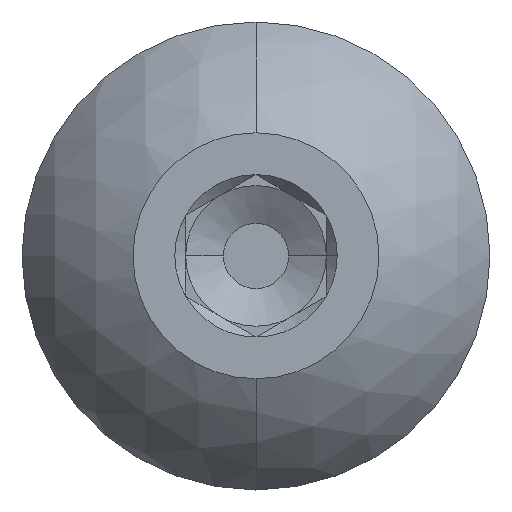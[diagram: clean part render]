
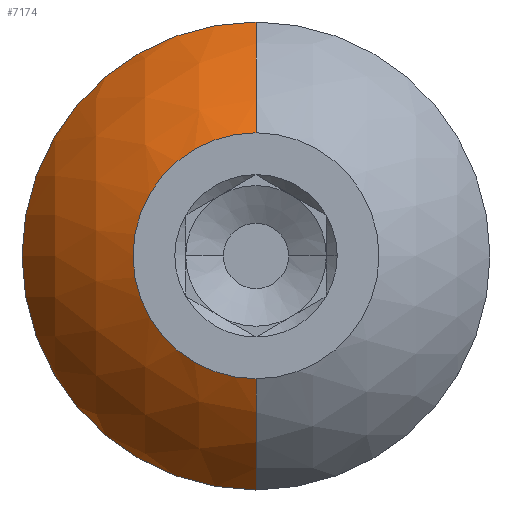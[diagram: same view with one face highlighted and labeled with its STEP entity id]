
A CAD part, top view. The second image highlights one B-rep face of the part: STEP entity #7174.
In plain terms, the highlighted spherical face has radius 4.528 mm.
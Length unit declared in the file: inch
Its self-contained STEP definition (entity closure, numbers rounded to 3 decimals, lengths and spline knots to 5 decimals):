
#2810 = CARTESIAN_POINT ( 'NONE',  ( 0., 0., 0.015 ) ) ;
#2811 = AXIS2_PLACEMENT_3D ( 'NONE', #2810, #2872, #2871 ) ;
#2812 = CIRCLE ( 'NONE', #2811, 0.156 ) ;
#2871 = DIRECTION ( 'NONE',  ( 0., 1., 0. ) ) ;
#2872 = DIRECTION ( 'NONE',  ( 0., 0., -1. ) ) ;
#2884 = DIRECTION ( 'NONE',  ( 0., 1., 0. ) ) ;
#2885 = DIRECTION ( 'NONE',  ( 1., 0., 0. ) ) ;
#2897 = AXIS2_PLACEMENT_3D ( 'NONE', #2898, #2885, #2884 ) ;
#2898 = CARTESIAN_POINT ( 'NONE',  ( 0., 0., -0.07131 ) ) ;
#2900 = SPHERICAL_SURFACE ( 'NONE', #2897, 0.17828 ) ;
#2901 = FACE_OUTER_BOUND ( 'NONE', #7379, .T. ) ;
#3099 = DIRECTION ( 'NONE',  ( 0., 1., 0. ) ) ;
#3100 = DIRECTION ( 'NONE',  ( 0., 0., -1. ) ) ;
#3101 = CARTESIAN_POINT ( 'NONE',  ( 0., 0., 0.087 ) ) ;
#3102 = AXIS2_PLACEMENT_3D ( 'NONE', #3101, #3100, #3099 ) ;
#3103 = CIRCLE ( 'NONE', #3102, 0.082 ) ;
#3141 = DIRECTION ( 'NONE',  ( 0., 1., 0. ) ) ;
#3142 = DIRECTION ( 'NONE',  ( 1., 0., 0. ) ) ;
#3143 = CARTESIAN_POINT ( 'NONE',  ( 0., 0., -0.07131 ) ) ;
#3144 = AXIS2_PLACEMENT_3D ( 'NONE', #3143, #3142, #3141 ) ;
#3145 = CIRCLE ( 'NONE', #3144, 0.17828 ) ;
#3147 = CARTESIAN_POINT ( 'NONE',  ( 0., -0.156, 0.015 ) ) ;
#3184 = CARTESIAN_POINT ( 'NONE',  ( 0., 0.082, 0.087 ) ) ;
#3185 = CARTESIAN_POINT ( 'NONE',  ( 0., -0.082, 0.087 ) ) ;
#4654 = CARTESIAN_POINT ( 'NONE',  ( -0.156, 0., 0.015 ) ) ;
#4655 = DIRECTION ( 'NONE',  ( 0., 1., 0. ) ) ;
#4656 = DIRECTION ( 'NONE',  ( 0., 0., -1. ) ) ;
#4657 = CARTESIAN_POINT ( 'NONE',  ( 0., 0., 0.015 ) ) ;
#4658 = AXIS2_PLACEMENT_3D ( 'NONE', #4657, #4656, #4655 ) ;
#4659 = CIRCLE ( 'NONE', #4658, 0.156 ) ;
#4695 = CIRCLE ( 'NONE', #4735, 0.17828 ) ;
#4732 = DIRECTION ( 'NONE',  ( 0., 0., 1. ) ) ;
#4733 = DIRECTION ( 'NONE',  ( -1., 0., 0. ) ) ;
#4734 = CARTESIAN_POINT ( 'NONE',  ( 0., 0., -0.07131 ) ) ;
#4735 = AXIS2_PLACEMENT_3D ( 'NONE', #4734, #4733, #4732 ) ;
#4761 = CARTESIAN_POINT ( 'NONE',  ( 0., 0.156, 0.015 ) ) ;
#7145 = EDGE_CURVE ( 'NONE', #7263, #7857, #2812, .T. ) ;
#7174 = ADVANCED_FACE ( 'NONE', ( #2901 ), #2900, .T. ) ;
#7215 = ORIENTED_EDGE ( 'NONE', *, *, #7868, .T. ) ;
#7250 = ORIENTED_EDGE ( 'NONE', *, *, #7856, .F. ) ;
#7251 = ORIENTED_EDGE ( 'NONE', *, *, #7145, .F. ) ;
#7254 = EDGE_CURVE ( 'NONE', #7279, #7281, #3103, .T. ) ;
#7263 = VERTEX_POINT ( 'NONE', #3147 ) ;
#7264 = EDGE_CURVE ( 'NONE', #7279, #7263, #3145, .T. ) ;
#7279 = VERTEX_POINT ( 'NONE', #3185 ) ;
#7281 = VERTEX_POINT ( 'NONE', #3184 ) ;
#7367 = ORIENTED_EDGE ( 'NONE', *, *, #7254, .T. ) ;
#7376 = ORIENTED_EDGE ( 'NONE', *, *, #7264, .F. ) ;
#7379 = EDGE_LOOP ( 'NONE', ( #7376, #7367, #7215, #7250, #7251 ) ) ;
#7856 = EDGE_CURVE ( 'NONE', #7857, #7889, #4659, .T. ) ;
#7857 = VERTEX_POINT ( 'NONE', #4654 ) ;
#7868 = EDGE_CURVE ( 'NONE', #7281, #7889, #4695, .T. ) ;
#7889 = VERTEX_POINT ( 'NONE', #4761 ) ;
